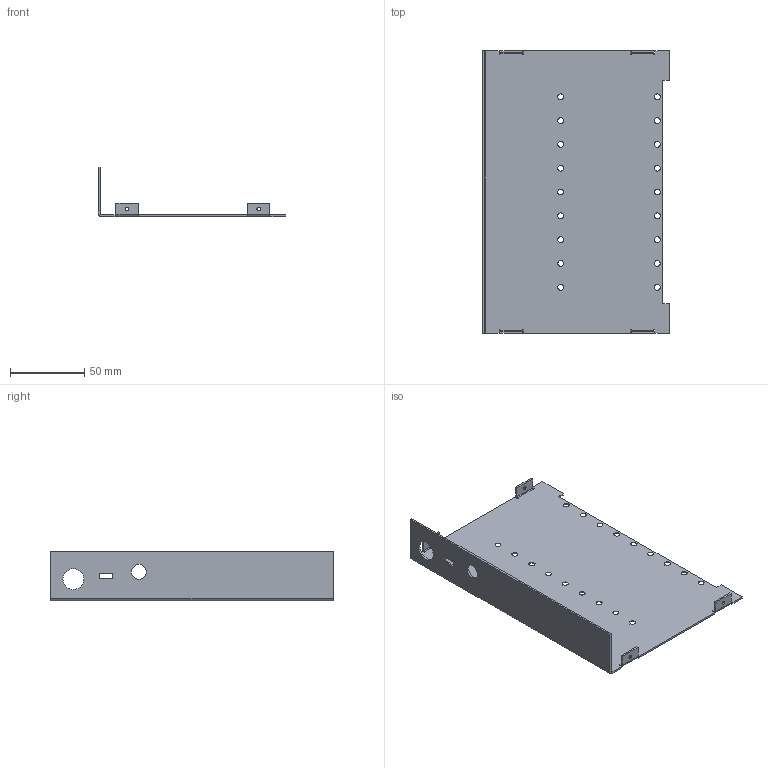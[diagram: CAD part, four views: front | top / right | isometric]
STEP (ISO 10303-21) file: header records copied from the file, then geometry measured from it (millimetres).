
FILE_DESCRIPTION (( 'STEP AP214' ), '1' );
FILE_NAME ('base_ferro_d9ux.STEP', '2019-03-20T14:01:06', ( '' ), ( '' ), 'SwSTEP 2.0', 'SolidWorks 2018', '' );
FILE_SCHEMA (( 'AUTOMOTIVE_DESIGN' ));
Length unit declared in the file: millimetre
Products named in the file (1): base_ferro_d9ux
Bounding box: 125.8 x 190 x 33.2 mm (x, y, z)
Volume: 34750.1 mm3; surface area: 59498.9 mm2
Topology: 1 solids, 1 shells, 138 faces, 368 edges, 232 vertices
Faces by surface type: plane 76, cone 36, cylinder 26
Entity records: 4410 total; most frequent: DIRECTION 770, CARTESIAN_POINT 739, ORIENTED_EDGE 736, EDGE_CURVE 368, AXIS2_PLACEMENT_3D 263, VECTOR 244, LINE 244, VERTEX_POINT 232
